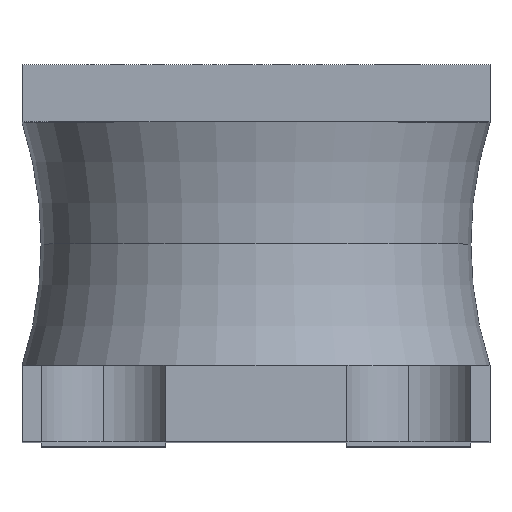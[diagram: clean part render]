
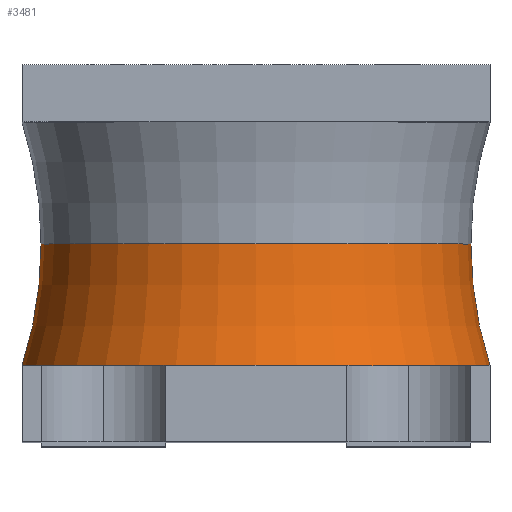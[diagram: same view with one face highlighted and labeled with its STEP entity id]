
A CAD part, top view. The second image highlights one B-rep face of the part: STEP entity #3481.
In plain terms, the highlighted toroidal (fillet/blend) face has major radius 6.414 mm and minor radius 4.164 mm.
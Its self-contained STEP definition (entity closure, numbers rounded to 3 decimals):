
#31 = DIRECTION ( 'NONE',  ( 1., 0., 0. ) ) ;
#93 = AXIS2_PLACEMENT_3D ( 'NONE', #1454, #1801, #2185 ) ;
#160 = DIRECTION ( 'NONE',  ( 0., -1., 0. ) ) ;
#177 = CARTESIAN_POINT ( 'NONE',  ( 0., 2.075, 0. ) ) ;
#610 = VERTEX_POINT ( 'NONE', #897 ) ;
#655 = EDGE_LOOP ( 'NONE', ( #3820, #3088, #715, #773, #1204 ) ) ;
#663 = CARTESIAN_POINT ( 'NONE',  ( 0., 0.8, 0. ) ) ;
#715 = ORIENTED_EDGE ( 'NONE', *, *, #4757, .F. ) ;
#733 = CARTESIAN_POINT ( 'NONE',  ( -2.25, 2.075, 0. ) ) ;
#773 = ORIENTED_EDGE ( 'NONE', *, *, #4075, .F. ) ;
#848 = EDGE_CURVE ( 'NONE', #3787, #1422, #3759, .T. ) ;
#897 = CARTESIAN_POINT ( 'NONE',  ( 0., 0.8, 2.45 ) ) ;
#1037 = DIRECTION ( 'NONE',  ( 0., -1., 0. ) ) ;
#1040 = CARTESIAN_POINT ( 'NONE',  ( 2.45, 0.8, 0. ) ) ;
#1204 = ORIENTED_EDGE ( 'NONE', *, *, #4638, .F. ) ;
#1280 = CARTESIAN_POINT ( 'NONE',  ( 0., 0.8, 0. ) ) ;
#1422 = VERTEX_POINT ( 'NONE', #2589 ) ;
#1451 = AXIS2_PLACEMENT_3D ( 'NONE', #177, #160, #4291 ) ;
#1454 = CARTESIAN_POINT ( 'NONE',  ( 0., 2.075, 0. ) ) ;
#1790 = AXIS2_PLACEMENT_3D ( 'NONE', #1964, #4577, #3842 ) ;
#1798 = AXIS2_PLACEMENT_3D ( 'NONE', #1280, #3873, #3860 ) ;
#1801 = DIRECTION ( 'NONE',  ( 0., -1., 0. ) ) ;
#1964 = CARTESIAN_POINT ( 'NONE',  ( 6.414, 2.075, 0. ) ) ;
#2185 = DIRECTION ( 'NONE',  ( 1., 0., 0. ) ) ;
#2217 = CARTESIAN_POINT ( 'NONE',  ( -6.414, 2.075, 0. ) ) ;
#2530 = AXIS2_PLACEMENT_3D ( 'NONE', #663, #1037, #4047 ) ;
#2579 = VERTEX_POINT ( 'NONE', #4228 ) ;
#2589 = CARTESIAN_POINT ( 'NONE',  ( 2.25, 2.075, 0. ) ) ;
#2611 = CIRCLE ( 'NONE', #2530, 2.45 ) ;
#2624 = TOROIDAL_SURFACE ( 'NONE', #1451, 6.414, 4.164 ) ;
#2756 = CIRCLE ( 'NONE', #93, 2.25 ) ;
#2878 = EDGE_CURVE ( 'NONE', #1422, #4791, #2756, .T. ) ;
#3088 = ORIENTED_EDGE ( 'NONE', *, *, #2878, .T. ) ;
#3110 = AXIS2_PLACEMENT_3D ( 'NONE', #2217, #4117, #31 ) ;
#3193 = CIRCLE ( 'NONE', #1798, 2.45 ) ;
#3481 = ADVANCED_FACE ( 'NONE', ( #4325 ), #2624, .F. ) ;
#3759 = CIRCLE ( 'NONE', #1790, 4.164 ) ;
#3787 = VERTEX_POINT ( 'NONE', #1040 ) ;
#3820 = ORIENTED_EDGE ( 'NONE', *, *, #848, .T. ) ;
#3842 = DIRECTION ( 'NONE',  ( -1., 0., 0. ) ) ;
#3860 = DIRECTION ( 'NONE',  ( 1., 0., 0. ) ) ;
#3873 = DIRECTION ( 'NONE',  ( 0., -1., 0. ) ) ;
#4047 = DIRECTION ( 'NONE',  ( 1., 0., 0. ) ) ;
#4075 = EDGE_CURVE ( 'NONE', #610, #2579, #3193, .T. ) ;
#4117 = DIRECTION ( 'NONE',  ( 0., 0., 1. ) ) ;
#4228 = CARTESIAN_POINT ( 'NONE',  ( -2.45, 0.8, 0. ) ) ;
#4291 = DIRECTION ( 'NONE',  ( 1., 0., 0. ) ) ;
#4325 = FACE_OUTER_BOUND ( 'NONE', #655, .T. ) ;
#4550 = CIRCLE ( 'NONE', #3110, 4.164 ) ;
#4577 = DIRECTION ( 'NONE',  ( 0., 0., -1. ) ) ;
#4638 = EDGE_CURVE ( 'NONE', #3787, #610, #2611, .T. ) ;
#4757 = EDGE_CURVE ( 'NONE', #2579, #4791, #4550, .T. ) ;
#4791 = VERTEX_POINT ( 'NONE', #733 ) ;
